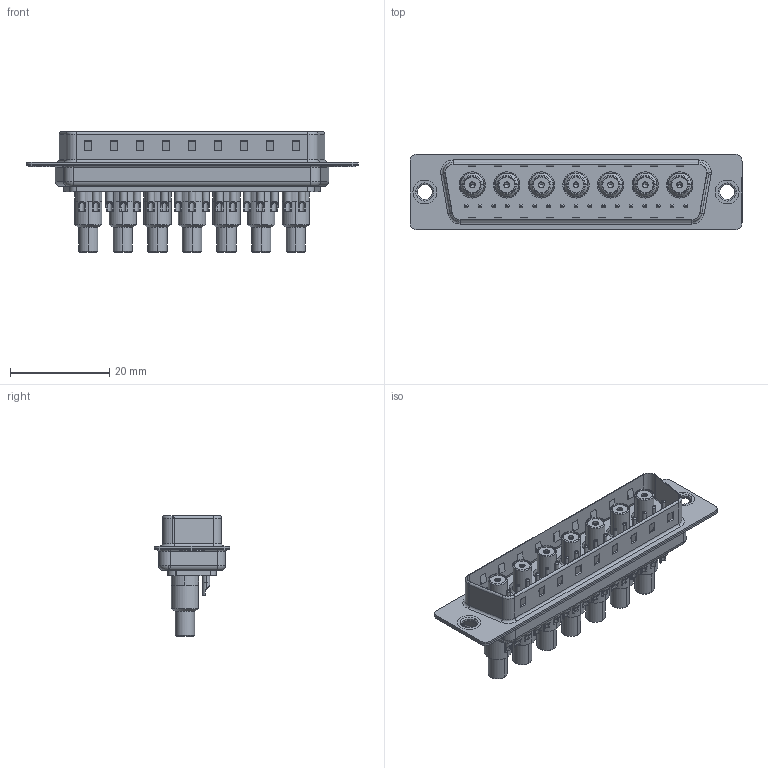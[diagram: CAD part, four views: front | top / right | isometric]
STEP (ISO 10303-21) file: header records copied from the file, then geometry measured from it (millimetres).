
FILE_DESCRIPTION (( 'STEP AP203' ), '1' );
FILE_NAME ('627-24W7622-7T1.STEP', '2019-06-18T22:58:51', ( '' ), ( '' ), 'SwSTEP 2.0', 'SolidWorks 2016', '' );
FILE_SCHEMA (( 'CONFIG_CONTROL_DESIGN' ));
Length unit declared in the file: millimetre
Products named in the file (13): 627Combo Thru Hole Rivet; Co-Ax Jack_Solder Cup Tail; Insulator Socket; Co-Ax Jack Assy_SC; Insulator Socket 2; 627Combo Contact Row 3_22; Locking Collar; 627-24W7622-7T1; Socket_Solder Cup; 627Combo Housing_24W7; Solder Cover; 627Combo Shell Rear_50 Contacts; 627Combo Shell Front_50 Contacts
Assembly tree (35 placements, depth 3):
  627-24W7622-7T1
    627Combo Housing_24W7
    627Combo Shell Rear_50 Contacts
    627Combo Shell Front_50 Contacts
    627Combo Thru Hole Rivet  x2
    Co-Ax Jack Assy_SC  x7
      Co-Ax Jack_Solder Cup Tail
      Insulator Socket
      Insulator Socket 2
      Locking Collar
      Socket_Solder Cup
      Solder Cover
    627Combo Contact Row 3_22  x17
Bounding box: 67 x 15.3 x 24.3 mm (x, y, z)
Volume: 5369.8 mm3; surface area: 16462.7 mm2
Topology: 64 solids, 64 shells, 1925 faces, 4426 edges, 2709 vertices
Faces by surface type: cylinder 845, plane 636, torus 256, cone 174, bspline 14
Entity records: 22651 total; most frequent: DIRECTION 3814, CARTESIAN_POINT 3668, ORIENTED_EDGE 3320, EDGE_CURVE 1660, AXIS2_PLACEMENT_3D 1465, VERTEX_POINT 1053, VECTOR 884, LINE 884
